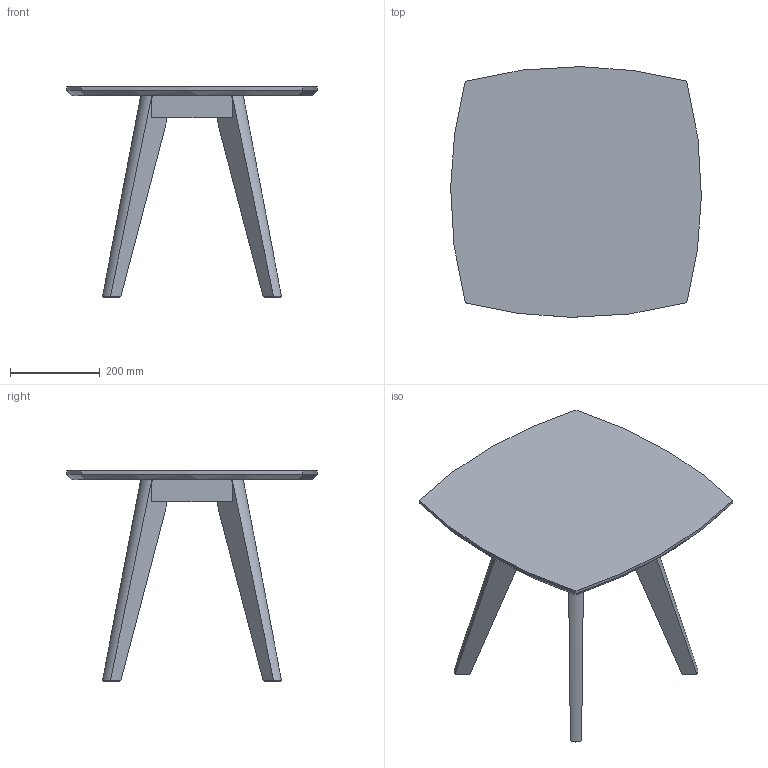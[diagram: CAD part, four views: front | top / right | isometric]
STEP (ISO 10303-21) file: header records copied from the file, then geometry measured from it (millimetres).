
FILE_DESCRIPTION(/* description */ (''),/* implementation_level */ '2;1');
FILE_NAME(/* name */ 'WITTYW~1',/* time_stamp */ '2017-10-02T15:36:24+02:00',/* author */ (''),/* organization */ (''),/* preprocessor_version */ 'ST-DEVELOPER v15',/* originating_system */ '',/* authorisation */ '');
FILE_SCHEMA (('CONFIG_CONTROL_DESIGN'));
Length unit declared in the file: millimetre
Products named in the file (1): Document
Bounding box: 559.89 x 559.89 x 469 mm (x, y, z)
Volume: 9440147.8 mm3; surface area: 1074935.1 mm2
Topology: 13 solids, 13 shells, 102 faces, 211 edges, 138 vertices
Faces by surface type: plane 74, bspline 28
Entity records: 2508 total; most frequent: CARTESIAN_POINT 955, ORIENTED_EDGE 416, EDGE_CURVE 208, B_SPLINE_CURVE_WITH_KNOTS 147, VERTEX_POINT 132, ADVANCED_FACE 102, FACE_OUTER_BOUND 102, EDGE_LOOP 102
